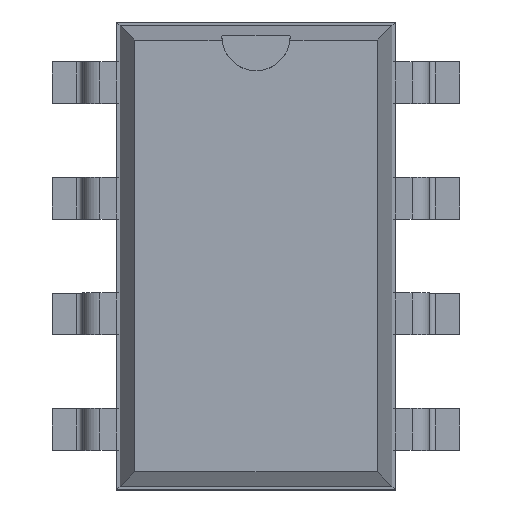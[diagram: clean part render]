
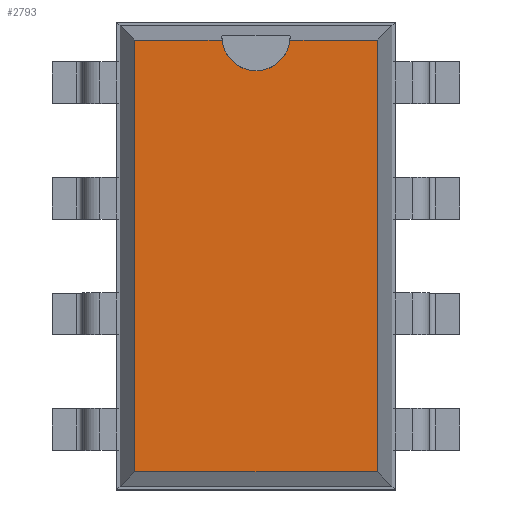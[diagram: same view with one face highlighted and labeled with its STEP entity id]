
A CAD part, top view. The second image highlights one B-rep face of the part: STEP entity #2793.
In plain terms, the highlighted planar face has unit normal (0, 0, 1).
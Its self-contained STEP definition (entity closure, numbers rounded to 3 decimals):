
#27=VECTOR('',#28,1.);
#28=DIRECTION('',(0.,1.,0.));
#34=VECTOR('',#35,1.);
#35=DIRECTION('',(-1.,0.,0.));
#41=VECTOR('',#42,1.);
#42=DIRECTION('',(0.,-1.,0.));
#46=VECTOR('',#47,1.);
#47=DIRECTION('',(1.,0.,0.));
#50=DIRECTION('',(0.,0.,-1.));
#678=DIRECTION('',(0.,0.,-1.));
#1905=VERTEX_POINT('',#1906);
#1906=CARTESIAN_POINT('',(2.661,4.741,3.68));
#1908=ORIENTED_EDGE('',*,*,#1909,.F.);
#1909=EDGE_CURVE('',#1910,#1905,#1912,.T.);
#1910=VERTEX_POINT('',#1911);
#1911=CARTESIAN_POINT('',(2.661,-4.741,3.68));
#1912=LINE('',#1911,#27);
#2323=VERTEX_POINT('',#2324);
#2324=CARTESIAN_POINT('',(-2.661,4.741,3.68));
#2326=ORIENTED_EDGE('',*,*,#2327,.F.);
#2327=EDGE_CURVE('',#2328,#2323,#2330,.T.);
#2328=VERTEX_POINT('',#2329);
#2329=CARTESIAN_POINT('',(-0.746,4.741,3.68));
#2330=LINE('',#1906,#34);
#2349=VERTEX_POINT('',#2350);
#2350=CARTESIAN_POINT('',(0.746,4.741,3.68));
#2356=ORIENTED_EDGE('',*,*,#2357,.F.);
#2357=EDGE_CURVE('',#1905,#2349,#2330,.T.);
#2377=VERTEX_POINT('',#2378);
#2378=CARTESIAN_POINT('',(-2.661,-4.741,3.68));
#2380=ORIENTED_EDGE('',*,*,#2381,.F.);
#2381=EDGE_CURVE('',#2323,#2377,#2382,.T.);
#2382=LINE('',#2324,#41);
#2788=ORIENTED_EDGE('',*,*,#2789,.F.);
#2789=EDGE_CURVE('',#2377,#1910,#2790,.T.);
#2790=LINE('',#2378,#46);
#2793=ADVANCED_FACE('',(#2794),#2805,.F.);
#2794=FACE_BOUND('',#2795,.F.);
#2795=EDGE_LOOP('',(#1908,#2788,#2380,#2326,#2796,#2803,#2356));
#2796=ORIENTED_EDGE('',*,*,#2797,.F.);
#2797=EDGE_CURVE('',#2798,#2328,#2800,.T.);
#2798=VERTEX_POINT('',#2799);
#2799=CARTESIAN_POINT('',(0.,4.066,3.68));
#2800=CIRCLE('',#2801,0.75);
#2801=AXIS2_PLACEMENT_3D('',#2802,#678,#42);
#2802=CARTESIAN_POINT('',(0.,4.816,3.68));
#2803=ORIENTED_EDGE('',*,*,#2804,.F.);
#2804=EDGE_CURVE('',#2349,#2798,#2800,.T.);
#2805=PLANE('',#2806);
#2806=AXIS2_PLACEMENT_3D('',#1911,#50,#2807);
#2807=DIRECTION('',(-0.489,0.872,0.));
